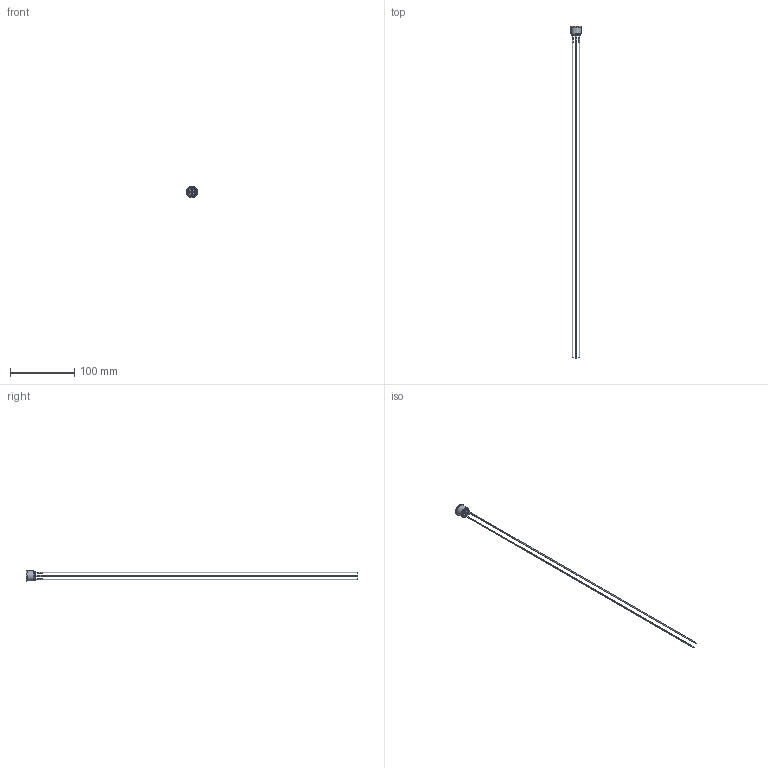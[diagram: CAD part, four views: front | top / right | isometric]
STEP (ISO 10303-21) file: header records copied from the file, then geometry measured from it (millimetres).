
FILE_DESCRIPTION(/* description */ (''),/* implementation_level */ '2;1');
FILE_NAME(/* name */ 'PVA6FPW4xx1.stp',/* time_stamp */ '2020-06-19T09:41:30-05:00',/* author */ ('mwilliams'),/* organization */ (''),/* preprocessor_version */ 'ST-DEVELOPER v18',/* originating_system */ 'Autodesk Inventor 2020',/* authorisation */ '');
FILE_SCHEMA (('AUTOMOTIVE_DESIGN { 1 0 10303 214 3 1 1 }'));
Length unit declared in the file: millimetre
Products named in the file (1): PVA6FPW4xx1
Bounding box: 18.5 x 515.3 x 18.5 mm (x, y, z)
Volume: 6054.5 mm3; surface area: 10321.8 mm2
Topology: 1 solids, 5 shells, 348 faces, 826 edges, 503 vertices
Faces by surface type: cylinder 137, plane 122, torus 55, bspline 28, sphere 4, cone 2
Full cylindrical faces by diameter (mm): 1.4 x4, 1.56 x4, 10.5 x2, 12 x1, 14.418 x2, 18.5 x1
Entity records: 10579 total; most frequent: CARTESIAN_POINT 2407, DIRECTION 1773, ORIENTED_EDGE 1636, EDGE_CURVE 818, AXIS2_PLACEMENT_3D 676, VERTEX_POINT 503, LINE 421, VECTOR 421
